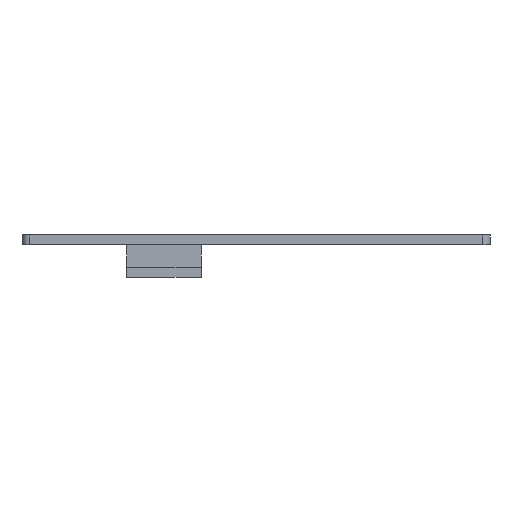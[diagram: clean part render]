
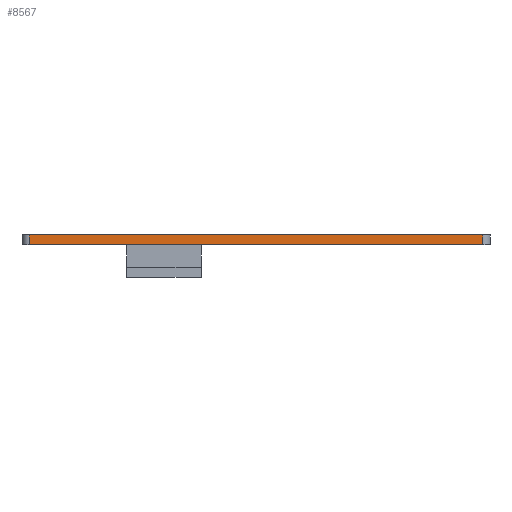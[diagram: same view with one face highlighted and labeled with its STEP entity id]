
A CAD part, front view. The second image highlights one B-rep face of the part: STEP entity #8567.
In plain terms, the highlighted planar face has unit normal (0, -1, 0).
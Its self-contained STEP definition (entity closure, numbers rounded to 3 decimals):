
#32 = VERTEX_POINT('',#33);
#33 = CARTESIAN_POINT('',(-91.,-92.,0.));
#40 = EDGE_CURVE('',#41,#32,#43,.T.);
#41 = VERTEX_POINT('',#42);
#42 = CARTESIAN_POINT('',(91.,-92.,0.));
#43 = LINE('',#44,#45);
#44 = CARTESIAN_POINT('',(94.,-92.,0.));
#45 = VECTOR('',#46,1.);
#46 = DIRECTION('',(-1.,0.,0.));
#8454 = EDGE_CURVE('',#32,#8455,#8457,.T.);
#8455 = VERTEX_POINT('',#8456);
#8456 = CARTESIAN_POINT('',(-91.,-92.,4.));
#8457 = LINE('',#8458,#8459);
#8458 = CARTESIAN_POINT('',(-91.,-92.,0.));
#8459 = VECTOR('',#8460,1.);
#8460 = DIRECTION('',(0.,0.,1.));
#8567 = ADVANCED_FACE('',(#8568),#8586,.T.);
#8568 = FACE_BOUND('',#8569,.T.);
#8569 = EDGE_LOOP('',(#8570,#8578,#8579,#8580));
#8570 = ORIENTED_EDGE('',*,*,#8571,.T.);
#8571 = EDGE_CURVE('',#8572,#8455,#8574,.T.);
#8572 = VERTEX_POINT('',#8573);
#8573 = CARTESIAN_POINT('',(91.,-92.,4.));
#8574 = LINE('',#8575,#8576);
#8575 = CARTESIAN_POINT('',(94.,-92.,4.));
#8576 = VECTOR('',#8577,1.);
#8577 = DIRECTION('',(-1.,0.,0.));
#8578 = ORIENTED_EDGE('',*,*,#8454,.F.);
#8579 = ORIENTED_EDGE('',*,*,#40,.F.);
#8580 = ORIENTED_EDGE('',*,*,#8581,.T.);
#8581 = EDGE_CURVE('',#41,#8572,#8582,.T.);
#8582 = LINE('',#8583,#8584);
#8583 = CARTESIAN_POINT('',(91.,-92.,0.));
#8584 = VECTOR('',#8585,1.);
#8585 = DIRECTION('',(0.,0.,1.));
#8586 = PLANE('',#8587);
#8587 = AXIS2_PLACEMENT_3D('',#8588,#8589,#8590);
#8588 = CARTESIAN_POINT('',(94.,-92.,0.));
#8589 = DIRECTION('',(0.,-1.,0.));
#8590 = DIRECTION('',(-1.,0.,0.));
